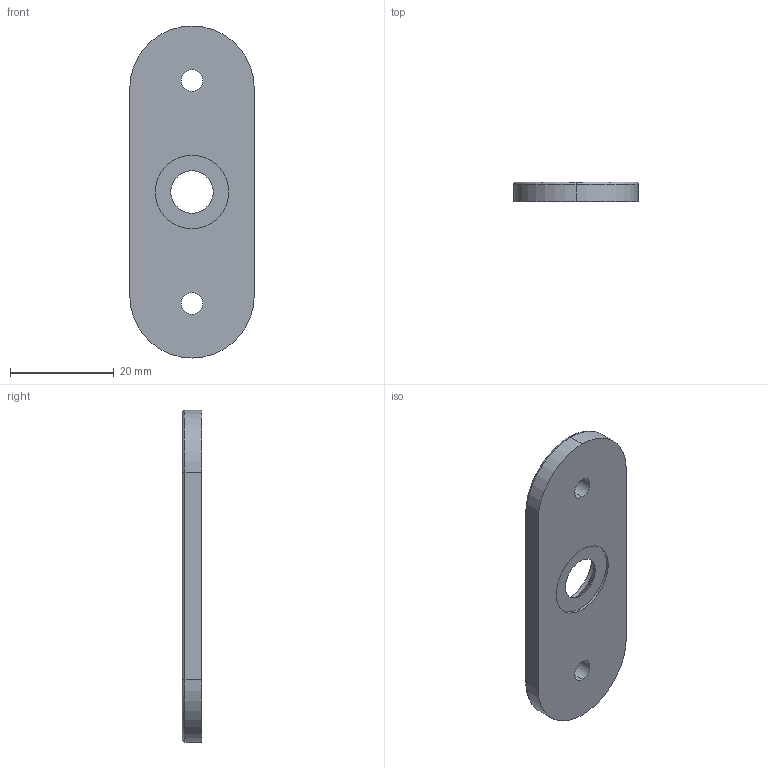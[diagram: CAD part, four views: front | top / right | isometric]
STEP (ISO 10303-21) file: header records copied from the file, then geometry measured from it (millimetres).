
FILE_DESCRIPTION (( 'STEP AP203' ), '1' );
FILE_NAME ('60180-240-4.step', '2019-03-20T12:34:41', ( '' ), ( '' ), 'SwSTEP 2.0', 'SolidWorks 2015', '' );
FILE_SCHEMA (( 'CONFIG_CONTROL_DESIGN' ));
Length unit declared in the file: millimetre
Products named in the file (1): 60180-240-4
Bounding box: 24 x 3.7 x 64 mm (x, y, z)
Volume: 4733.9 mm3; surface area: 3397.5 mm2
Topology: 1 solids, 1 shells, 267 faces, 692 edges, 458 vertices
Faces by surface type: plane 138, bspline 107, cylinder 16, torus 4, cone 2
Entity records: 14363 total; most frequent: CARTESIAN_POINT 8437, ORIENTED_EDGE 1384, DIRECTION 838, EDGE_CURVE 692, VERTEX_POINT 458, LINE 440, VECTOR 440, EDGE_LOOP 304
